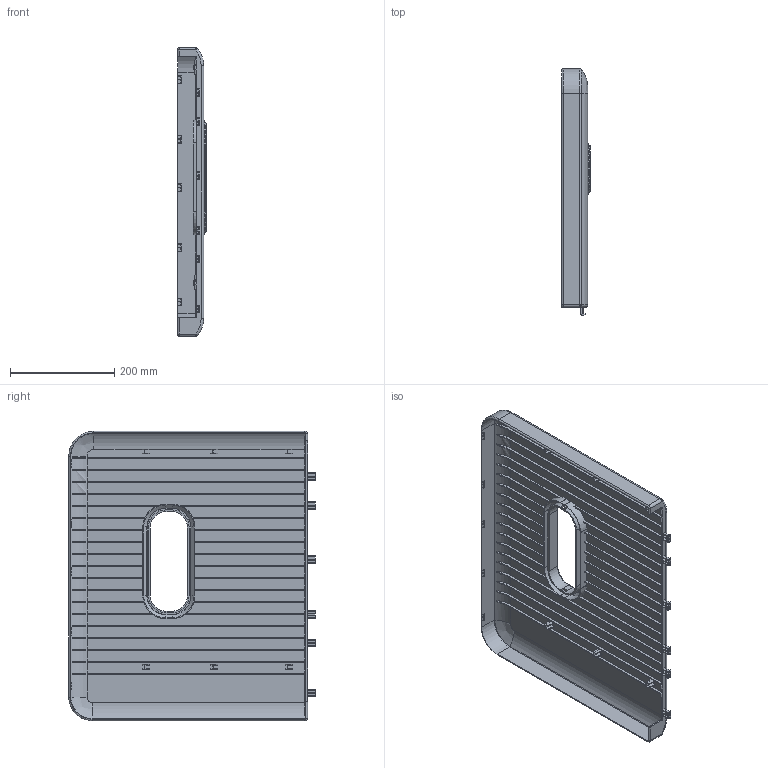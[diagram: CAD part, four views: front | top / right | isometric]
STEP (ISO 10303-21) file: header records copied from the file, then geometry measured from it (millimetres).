
FILE_DESCRIPTION(/* description */ ('','CAx-IF Rec.Pracs.---Representation and Presentation of Product Manufacturing Information (PMI)---4.0---2014-10-13'),/* implementation_level */ '2;1');
FILE_NAME(/* name */ 'Right Side Cover v2.step',/* time_stamp */ '2024-12-15T16:25:45-05:00',/* author */ (''),/* organization */ (''),/* preprocessor_version */ 'ST-DEVELOPER v20',/* originating_system */ 'Autodesk Translation Framework v13.20.0.188',/* authorisation */ '');
FILE_SCHEMA (('AP242_MANAGED_MODEL_BASED_3D_ENGINEERING_MIM_LF { 1 0 10303 442 1 1 4 }'));
Length unit declared in the file: millimetre
Products named in the file (1): Right Side Cover
Bounding box: 55 x 472.8 x 555 mm (x, y, z)
Volume: 1120136.7 mm3; surface area: 732301 mm2
Topology: 1 solids, 1 shells, 618 faces, 1620 edges, 1016 vertices
Faces by surface type: plane 476, cylinder 98, torus 26, cone 8, bspline 6, sphere 4
Entity records: 18960 total; most frequent: CARTESIAN_POINT 3579, ORIENTED_EDGE 3240, DIRECTION 3122, EDGE_CURVE 1620, LINE 1312, VECTOR 1312, VERTEX_POINT 1016, AXIS2_PLACEMENT_3D 905
